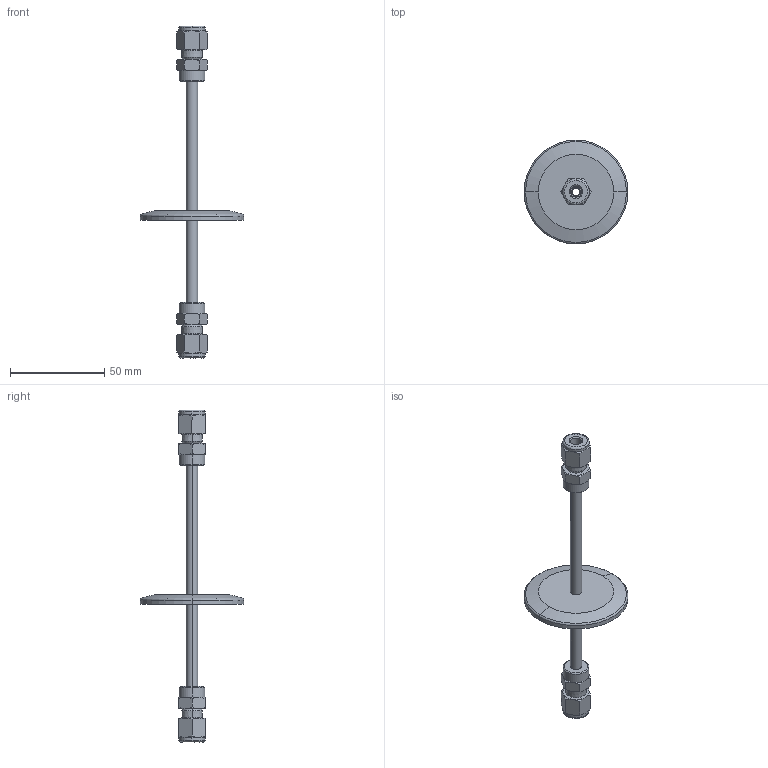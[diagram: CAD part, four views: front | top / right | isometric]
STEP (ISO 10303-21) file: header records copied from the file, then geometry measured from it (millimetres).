
FILE_DESCRIPTION (( 'STEP AP214' ), '1' );
FILE_NAME ('120XFL040-SS.stp', '2017-05-31T12:43:40', ( '' ), ( '' ), 'SwSTEP 2.0', 'SolidWorks 2015', '' );
FILE_SCHEMA (( 'AUTOMOTIVE_DESIGN' ));
Length unit declared in the file: millimetre
Products named in the file (1): 120XFL040-SS
Bounding box: 55 x 55 x 176 mm (x, y, z)
Volume: 18432.8 mm3; surface area: 13828.7 mm2
Topology: 1 solids, 3 shells, 172 faces, 366 edges, 214 vertices
Faces by surface type: cone 86, plane 44, cylinder 32, torus 6, bspline 4
Entity records: 7172 total; most frequent: CARTESIAN_POINT 1625, DIRECTION 776, ORIENTED_EDGE 732, EDGE_CURVE 366, AXIS2_PLACEMENT_3D 341, VERTEX_POINT 214, EDGE_LOOP 192, UNCERTAINTY_MEASURE_WITH_UNIT 175
